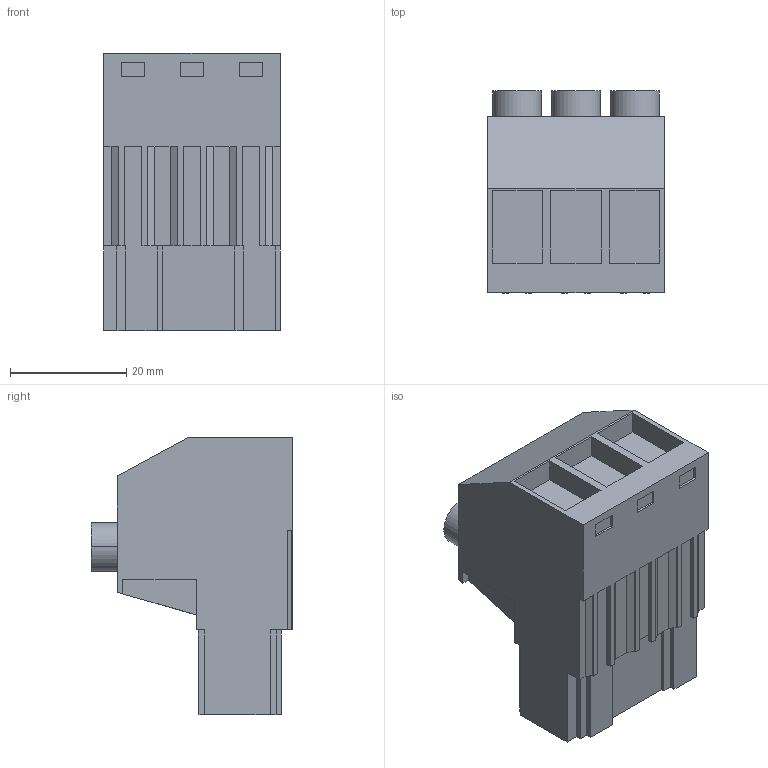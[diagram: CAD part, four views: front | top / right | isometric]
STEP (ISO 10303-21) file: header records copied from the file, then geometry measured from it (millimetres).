
FILE_DESCRIPTION(('CATIA V5 STEP Exchange','CAx-IF Rec.Pracs.--- Model Styling and Organization---1.2---2011-12-15'),'2;1');
FILE_NAME ('D1460088_0_1947490000_1947490000.stp','2016-11-26T11:26:43+00:00',('none'),('Weidmueller'),'CATIA Version 5-6 Release 2014','CATIA V5 STEP AP214','none');
FILE_SCHEMA(('AUTOMOTIVE_DESIGN { 1 0 10303 214 1 1 1 1 }'));
Length unit declared in the file: millimetre
Products named in the file (1): 1947490000_S
Bounding box: 30.48 x 34.8 x 47.8 mm (x, y, z)
Volume: 27402.1 mm3; surface area: 11771.3 mm2
Topology: 7 solids, 7 shells, 311 faces, 825 edges, 552 vertices
Faces by surface type: plane 293, cylinder 18
Entity records: 9089 total; most frequent: ORIENTED_EDGE 1650, CARTESIAN_POINT 1620, DIRECTION 1291, EDGE_CURVE 825, VECTOR 771, LINE 771, VERTEX_POINT 552, EDGE_LOOP 335
